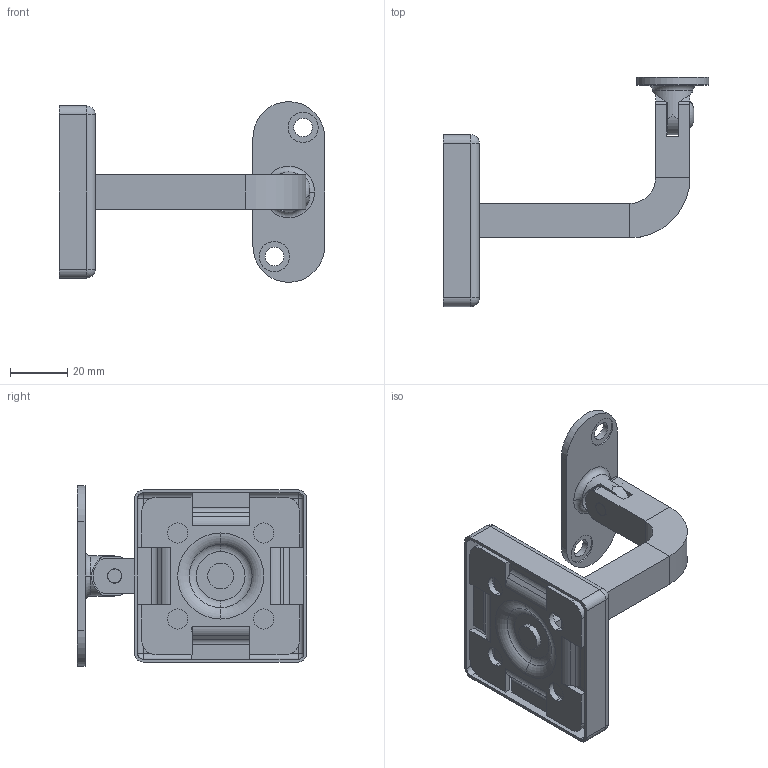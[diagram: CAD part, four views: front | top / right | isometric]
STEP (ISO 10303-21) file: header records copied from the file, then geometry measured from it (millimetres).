
FILE_DESCRIPTION (( 'STEP AP203' ), '1' );
FILE_NAME ('A_4120-000.STEP', '2025-02-10T09:37:07', ( '' ), ( '' ), 'SwSTEP 2.0', 'SolidWorks 2019', '' );
FILE_SCHEMA (( 'CONFIG_CONTROL_DESIGN' ));
Length unit declared in the file: millimetre
Products named in the file (6): A_4120-000.P2; SKRUTKA stn iso 7380_M6x10; A_4120-000.P4; A_4120-000; A_4120-000.P1; A_4120-000.P6
Assembly tree (5 placements, depth 2):
  A_4120-000
    A_4120-000.P1
    A_4120-000.P2
    A_4120-000.P4
    A_4120-000.P6
    SKRUTKA stn iso 7380_M6x10
Bounding box: 92.5 x 80 x 63 mm (x, y, z)
Volume: 32480.3 mm3; surface area: 29346.8 mm2
Topology: 5 solids, 5 shells, 214 faces, 542 edges, 337 vertices
Faces by surface type: plane 101, cylinder 83, torus 12, cone 10, sphere 8
Entity records: 7156 total; most frequent: CARTESIAN_POINT 1269, DIRECTION 1156, ORIENTED_EDGE 1064, EDGE_CURVE 532, AXIS2_PLACEMENT_3D 428, VERTEX_POINT 337, LINE 300, VECTOR 300
